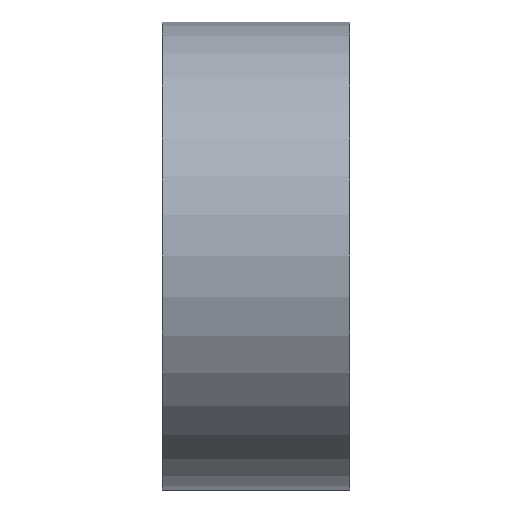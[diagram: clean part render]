
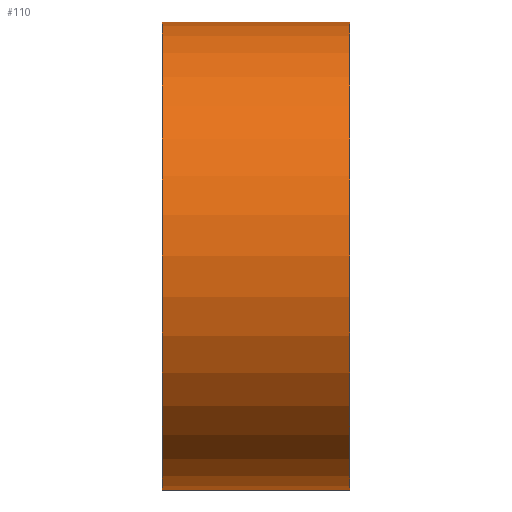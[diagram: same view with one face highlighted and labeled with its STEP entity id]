
A CAD part, left-side view. The second image highlights one B-rep face of the part: STEP entity #110.
In plain terms, the highlighted cylindrical face has radius 5 mm (diameter 10 mm), a partial arc.
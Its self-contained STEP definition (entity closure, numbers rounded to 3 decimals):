
#15 = EDGE_LOOP ( 'NONE', ( #55, #74, #190, #89 ) ) ;
#16 = DIRECTION ( 'NONE',  ( 0., -1., 0. ) ) ;
#22 = DIRECTION ( 'NONE',  ( 0., -1., 0. ) ) ;
#55 = ORIENTED_EDGE ( 'NONE', *, *, #442, .F. ) ;
#60 = VECTOR ( 'NONE', #16, 1000. ) ;
#74 = ORIENTED_EDGE ( 'NONE', *, *, #316, .F. ) ;
#80 = CARTESIAN_POINT ( 'NONE',  ( 0., 4., -5. ) ) ;
#87 = CARTESIAN_POINT ( 'NONE',  ( 0., 4., -5. ) ) ;
#89 = ORIENTED_EDGE ( 'NONE', *, *, #245, .T. ) ;
#100 = VERTEX_POINT ( 'NONE', #206 ) ;
#105 = AXIS2_PLACEMENT_3D ( 'NONE', #308, #486, #303 ) ;
#110 = ADVANCED_FACE ( 'NONE', ( #386 ), #423, .T. ) ;
#173 = VECTOR ( 'NONE', #255, 1000. ) ;
#190 = ORIENTED_EDGE ( 'NONE', *, *, #344, .T. ) ;
#191 = CARTESIAN_POINT ( 'NONE',  ( 0., 4., 5. ) ) ;
#201 = DIRECTION ( 'NONE',  ( 0., 0., -1. ) ) ;
#206 = CARTESIAN_POINT ( 'NONE',  ( 0., 0., 5. ) ) ;
#207 = CIRCLE ( 'NONE', #105, 5. ) ;
#218 = AXIS2_PLACEMENT_3D ( 'NONE', #437, #305, #523 ) ;
#245 = EDGE_CURVE ( 'NONE', #387, #100, #473, .T. ) ;
#255 = DIRECTION ( 'NONE',  ( 0., -1., 0. ) ) ;
#303 = DIRECTION ( 'NONE',  ( 0., 0., 1. ) ) ;
#305 = DIRECTION ( 'NONE',  ( 0., 1., 0. ) ) ;
#308 = CARTESIAN_POINT ( 'NONE',  ( 0., 4., 0. ) ) ;
#313 = LINE ( 'NONE', #87, #173 ) ;
#316 = EDGE_CURVE ( 'NONE', #333, #400, #207, .T. ) ;
#322 = LINE ( 'NONE', #191, #60 ) ;
#333 = VERTEX_POINT ( 'NONE', #80 ) ;
#344 = EDGE_CURVE ( 'NONE', #333, #387, #313, .T. ) ;
#386 = FACE_OUTER_BOUND ( 'NONE', #15, .T. ) ;
#387 = VERTEX_POINT ( 'NONE', #395 ) ;
#395 = CARTESIAN_POINT ( 'NONE',  ( 0., 0., -5. ) ) ;
#400 = VERTEX_POINT ( 'NONE', #455 ) ;
#423 = CYLINDRICAL_SURFACE ( 'NONE', #449, 5. ) ;
#437 = CARTESIAN_POINT ( 'NONE',  ( 0., 0., 0. ) ) ;
#442 = EDGE_CURVE ( 'NONE', #400, #100, #322, .T. ) ;
#449 = AXIS2_PLACEMENT_3D ( 'NONE', #517, #22, #201 ) ;
#455 = CARTESIAN_POINT ( 'NONE',  ( 0., 4., 5. ) ) ;
#473 = CIRCLE ( 'NONE', #218, 5. ) ;
#486 = DIRECTION ( 'NONE',  ( 0., 1., 0. ) ) ;
#517 = CARTESIAN_POINT ( 'NONE',  ( 0., 4., 0. ) ) ;
#523 = DIRECTION ( 'NONE',  ( 0., 0., 1. ) ) ;
